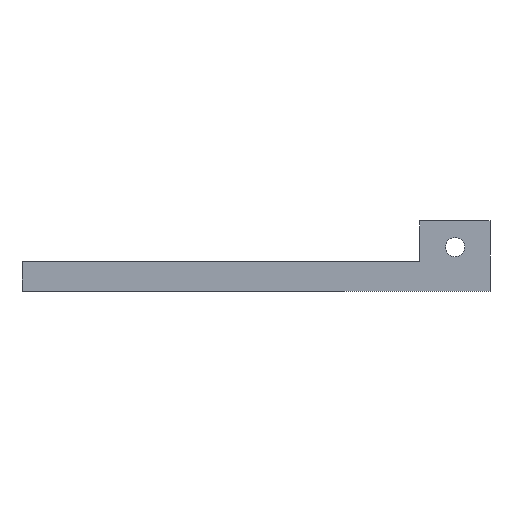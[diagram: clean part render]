
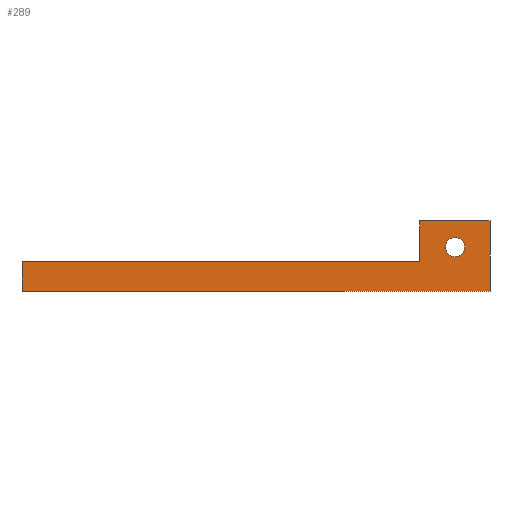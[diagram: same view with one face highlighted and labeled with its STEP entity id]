
A CAD part, left-side view. The second image highlights one B-rep face of the part: STEP entity #289.
In plain terms, the highlighted planar face has unit normal (-1, 0, 0).
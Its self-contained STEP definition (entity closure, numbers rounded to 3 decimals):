
#22 = VERTEX_POINT('',#23);
#23 = CARTESIAN_POINT('',(-33.5,67.035,-16.515));
#32 = PLANE('',#33);
#33 = AXIS2_PLACEMENT_3D('',#34,#35,#36);
#34 = CARTESIAN_POINT('',(-33.5,67.035,-16.515));
#35 = DIRECTION('',(0.,0.,-1.));
#36 = DIRECTION('',(0.,-1.,0.));
#44 = PLANE('',#45);
#45 = AXIS2_PLACEMENT_3D('',#46,#47,#48);
#46 = CARTESIAN_POINT('',(-33.5,67.035,-11.515));
#47 = DIRECTION('',(0.,1.,0.));
#48 = DIRECTION('',(0.,0.,-1.));
#85 = VERTEX_POINT('',#86);
#86 = CARTESIAN_POINT('',(-33.5,-12.965,-16.515));
#100 = PLANE('',#101);
#101 = AXIS2_PLACEMENT_3D('',#102,#103,#104);
#102 = CARTESIAN_POINT('',(-33.5,-12.965,-16.515));
#103 = DIRECTION('',(0.,-1.,0.));
#104 = DIRECTION('',(0.,0.,1.));
#112 = EDGE_CURVE('',#22,#85,#113,.T.);
#113 = SURFACE_CURVE('',#114,(#118,#125),.PCURVE_S1.);
#114 = LINE('',#115,#116);
#115 = CARTESIAN_POINT('',(-33.5,67.035,-16.515));
#116 = VECTOR('',#117,1.);
#117 = DIRECTION('',(0.,-1.,0.));
#118 = PCURVE('',#32,#119);
#119 = DEFINITIONAL_REPRESENTATION('',(#120),#124);
#120 = LINE('',#121,#122);
#121 = CARTESIAN_POINT('',(0.,0.));
#122 = VECTOR('',#123,1.);
#123 = DIRECTION('',(1.,0.));
#124 = ( GEOMETRIC_REPRESENTATION_CONTEXT(2) 
PARAMETRIC_REPRESENTATION_CONTEXT() REPRESENTATION_CONTEXT('2D SPACE',''
  ) );
#125 = PCURVE('',#126,#131);
#126 = PLANE('',#127);
#127 = AXIS2_PLACEMENT_3D('',#128,#129,#130);
#128 = CARTESIAN_POINT('',(-33.5,24.448,-13.102));
#129 = DIRECTION('',(1.,0.,0.));
#130 = DIRECTION('',(0.,1.,0.));
#131 = DEFINITIONAL_REPRESENTATION('',(#132),#136);
#132 = LINE('',#133,#134);
#133 = CARTESIAN_POINT('',(42.587,-3.413));
#134 = VECTOR('',#135,1.);
#135 = DIRECTION('',(-1.,0.));
#136 = ( GEOMETRIC_REPRESENTATION_CONTEXT(2) 
PARAMETRIC_REPRESENTATION_CONTEXT() REPRESENTATION_CONTEXT('2D SPACE',''
  ) );
#142 = VERTEX_POINT('',#143);
#143 = CARTESIAN_POINT('',(-33.5,67.035,-11.515));
#159 = PLANE('',#160);
#160 = AXIS2_PLACEMENT_3D('',#161,#162,#163);
#161 = CARTESIAN_POINT('',(-33.5,-0.965,-11.515));
#162 = DIRECTION('',(0.,0.,1.));
#163 = DIRECTION('',(0.,1.,0.));
#193 = EDGE_CURVE('',#142,#22,#194,.T.);
#194 = SURFACE_CURVE('',#195,(#199,#206),.PCURVE_S1.);
#195 = LINE('',#196,#197);
#196 = CARTESIAN_POINT('',(-33.5,67.035,-11.515));
#197 = VECTOR('',#198,1.);
#198 = DIRECTION('',(0.,0.,-1.));
#199 = PCURVE('',#44,#200);
#200 = DEFINITIONAL_REPRESENTATION('',(#201),#205);
#201 = LINE('',#202,#203);
#202 = CARTESIAN_POINT('',(0.,0.));
#203 = VECTOR('',#204,1.);
#204 = DIRECTION('',(1.,0.));
#205 = ( GEOMETRIC_REPRESENTATION_CONTEXT(2) 
PARAMETRIC_REPRESENTATION_CONTEXT() REPRESENTATION_CONTEXT('2D SPACE',''
  ) );
#206 = PCURVE('',#126,#207);
#207 = DEFINITIONAL_REPRESENTATION('',(#208),#212);
#208 = LINE('',#209,#210);
#209 = CARTESIAN_POINT('',(42.587,1.587));
#210 = VECTOR('',#211,1.);
#211 = DIRECTION('',(0.,-1.));
#212 = ( GEOMETRIC_REPRESENTATION_CONTEXT(2) 
PARAMETRIC_REPRESENTATION_CONTEXT() REPRESENTATION_CONTEXT('2D SPACE',''
  ) );
#242 = VERTEX_POINT('',#243);
#243 = CARTESIAN_POINT('',(-33.5,-12.965,-4.515));
#257 = PLANE('',#258);
#258 = AXIS2_PLACEMENT_3D('',#259,#260,#261);
#259 = CARTESIAN_POINT('',(-33.5,-12.965,-4.515));
#260 = DIRECTION('',(0.,0.,1.));
#261 = DIRECTION('',(0.,1.,0.));
#269 = EDGE_CURVE('',#85,#242,#270,.T.);
#270 = SURFACE_CURVE('',#271,(#275,#282),.PCURVE_S1.);
#271 = LINE('',#272,#273);
#272 = CARTESIAN_POINT('',(-33.5,-12.965,-16.515));
#273 = VECTOR('',#274,1.);
#274 = DIRECTION('',(0.,0.,1.));
#275 = PCURVE('',#100,#276);
#276 = DEFINITIONAL_REPRESENTATION('',(#277),#281);
#277 = LINE('',#278,#279);
#278 = CARTESIAN_POINT('',(0.,0.));
#279 = VECTOR('',#280,1.);
#280 = DIRECTION('',(1.,0.));
#281 = ( GEOMETRIC_REPRESENTATION_CONTEXT(2) 
PARAMETRIC_REPRESENTATION_CONTEXT() REPRESENTATION_CONTEXT('2D SPACE',''
  ) );
#282 = PCURVE('',#126,#283);
#283 = DEFINITIONAL_REPRESENTATION('',(#284),#288);
#284 = LINE('',#285,#286);
#285 = CARTESIAN_POINT('',(-37.413,-3.413));
#286 = VECTOR('',#287,1.);
#287 = DIRECTION('',(0.,1.));
#288 = ( GEOMETRIC_REPRESENTATION_CONTEXT(2) 
PARAMETRIC_REPRESENTATION_CONTEXT() REPRESENTATION_CONTEXT('2D SPACE',''
  ) );
#289 = ADVANCED_FACE('',(#290,#367),#126,.F.);
#290 = FACE_BOUND('',#291,.F.);
#291 = EDGE_LOOP('',(#292,#293,#294,#317,#345,#366));
#292 = ORIENTED_EDGE('',*,*,#112,.F.);
#293 = ORIENTED_EDGE('',*,*,#193,.F.);
#294 = ORIENTED_EDGE('',*,*,#295,.F.);
#295 = EDGE_CURVE('',#296,#142,#298,.T.);
#296 = VERTEX_POINT('',#297);
#297 = CARTESIAN_POINT('',(-33.5,-0.965,-11.515));
#298 = SURFACE_CURVE('',#299,(#303,#310),.PCURVE_S1.);
#299 = LINE('',#300,#301);
#300 = CARTESIAN_POINT('',(-33.5,-0.965,-11.515));
#301 = VECTOR('',#302,1.);
#302 = DIRECTION('',(0.,1.,0.));
#303 = PCURVE('',#126,#304);
#304 = DEFINITIONAL_REPRESENTATION('',(#305),#309);
#305 = LINE('',#306,#307);
#306 = CARTESIAN_POINT('',(-25.413,1.587));
#307 = VECTOR('',#308,1.);
#308 = DIRECTION('',(1.,0.));
#309 = ( GEOMETRIC_REPRESENTATION_CONTEXT(2) 
PARAMETRIC_REPRESENTATION_CONTEXT() REPRESENTATION_CONTEXT('2D SPACE',''
  ) );
#310 = PCURVE('',#159,#311);
#311 = DEFINITIONAL_REPRESENTATION('',(#312),#316);
#312 = LINE('',#313,#314);
#313 = CARTESIAN_POINT('',(0.,0.));
#314 = VECTOR('',#315,1.);
#315 = DIRECTION('',(1.,0.));
#316 = ( GEOMETRIC_REPRESENTATION_CONTEXT(2) 
PARAMETRIC_REPRESENTATION_CONTEXT() REPRESENTATION_CONTEXT('2D SPACE',''
  ) );
#317 = ORIENTED_EDGE('',*,*,#318,.F.);
#318 = EDGE_CURVE('',#319,#296,#321,.T.);
#319 = VERTEX_POINT('',#320);
#320 = CARTESIAN_POINT('',(-33.5,-0.965,-4.515));
#321 = SURFACE_CURVE('',#322,(#326,#333),.PCURVE_S1.);
#322 = LINE('',#323,#324);
#323 = CARTESIAN_POINT('',(-33.5,-0.965,-4.515));
#324 = VECTOR('',#325,1.);
#325 = DIRECTION('',(0.,0.,-1.));
#326 = PCURVE('',#126,#327);
#327 = DEFINITIONAL_REPRESENTATION('',(#328),#332);
#328 = LINE('',#329,#330);
#329 = CARTESIAN_POINT('',(-25.413,8.587));
#330 = VECTOR('',#331,1.);
#331 = DIRECTION('',(0.,-1.));
#332 = ( GEOMETRIC_REPRESENTATION_CONTEXT(2) 
PARAMETRIC_REPRESENTATION_CONTEXT() REPRESENTATION_CONTEXT('2D SPACE',''
  ) );
#333 = PCURVE('',#334,#339);
#334 = PLANE('',#335);
#335 = AXIS2_PLACEMENT_3D('',#336,#337,#338);
#336 = CARTESIAN_POINT('',(-33.5,-0.965,-4.515));
#337 = DIRECTION('',(0.,1.,0.));
#338 = DIRECTION('',(0.,0.,-1.));
#339 = DEFINITIONAL_REPRESENTATION('',(#340),#344);
#340 = LINE('',#341,#342);
#341 = CARTESIAN_POINT('',(0.,0.));
#342 = VECTOR('',#343,1.);
#343 = DIRECTION('',(1.,0.));
#344 = ( GEOMETRIC_REPRESENTATION_CONTEXT(2) 
PARAMETRIC_REPRESENTATION_CONTEXT() REPRESENTATION_CONTEXT('2D SPACE',''
  ) );
#345 = ORIENTED_EDGE('',*,*,#346,.F.);
#346 = EDGE_CURVE('',#242,#319,#347,.T.);
#347 = SURFACE_CURVE('',#348,(#352,#359),.PCURVE_S1.);
#348 = LINE('',#349,#350);
#349 = CARTESIAN_POINT('',(-33.5,-12.965,-4.515));
#350 = VECTOR('',#351,1.);
#351 = DIRECTION('',(0.,1.,0.));
#352 = PCURVE('',#126,#353);
#353 = DEFINITIONAL_REPRESENTATION('',(#354),#358);
#354 = LINE('',#355,#356);
#355 = CARTESIAN_POINT('',(-37.413,8.587));
#356 = VECTOR('',#357,1.);
#357 = DIRECTION('',(1.,0.));
#358 = ( GEOMETRIC_REPRESENTATION_CONTEXT(2) 
PARAMETRIC_REPRESENTATION_CONTEXT() REPRESENTATION_CONTEXT('2D SPACE',''
  ) );
#359 = PCURVE('',#257,#360);
#360 = DEFINITIONAL_REPRESENTATION('',(#361),#365);
#361 = LINE('',#362,#363);
#362 = CARTESIAN_POINT('',(0.,0.));
#363 = VECTOR('',#364,1.);
#364 = DIRECTION('',(1.,0.));
#365 = ( GEOMETRIC_REPRESENTATION_CONTEXT(2) 
PARAMETRIC_REPRESENTATION_CONTEXT() REPRESENTATION_CONTEXT('2D SPACE',''
  ) );
#366 = ORIENTED_EDGE('',*,*,#269,.F.);
#367 = FACE_BOUND('',#368,.F.);
#368 = EDGE_LOOP('',(#369));
#369 = ORIENTED_EDGE('',*,*,#370,.T.);
#370 = EDGE_CURVE('',#371,#371,#373,.T.);
#371 = VERTEX_POINT('',#372);
#372 = CARTESIAN_POINT('',(-33.5,-5.35,-9.));
#373 = SURFACE_CURVE('',#374,(#379,#390),.PCURVE_S1.);
#374 = CIRCLE('',#375,1.65);
#375 = AXIS2_PLACEMENT_3D('',#376,#377,#378);
#376 = CARTESIAN_POINT('',(-33.5,-7.,-9.));
#377 = DIRECTION('',(-1.,0.,0.));
#378 = DIRECTION('',(0.,1.,0.));
#379 = PCURVE('',#126,#380);
#380 = DEFINITIONAL_REPRESENTATION('',(#381),#389);
#381 = ( BOUNDED_CURVE() B_SPLINE_CURVE(2,(#382,#383,#384,#385,#386,#387
,#388),.UNSPECIFIED.,.F.,.F.) B_SPLINE_CURVE_WITH_KNOTS((1,2,2,2,2,1),(
    -2.094,0.,2.094,4.189,6.283,
8.378),.UNSPECIFIED.) CURVE() GEOMETRIC_REPRESENTATION_ITEM() 
RATIONAL_B_SPLINE_CURVE((1.,0.5,1.,0.5,1.,0.5,1.)) REPRESENTATION_ITEM(
  '') );
#382 = CARTESIAN_POINT('',(-29.798,4.102));
#383 = CARTESIAN_POINT('',(-29.798,1.244));
#384 = CARTESIAN_POINT('',(-32.273,2.673));
#385 = CARTESIAN_POINT('',(-34.748,4.102));
#386 = CARTESIAN_POINT('',(-32.273,5.531));
#387 = CARTESIAN_POINT('',(-29.798,6.96));
#388 = CARTESIAN_POINT('',(-29.798,4.102));
#389 = ( GEOMETRIC_REPRESENTATION_CONTEXT(2) 
PARAMETRIC_REPRESENTATION_CONTEXT() REPRESENTATION_CONTEXT('2D SPACE',''
  ) );
#390 = PCURVE('',#391,#396);
#391 = CYLINDRICAL_SURFACE('',#392,1.65);
#392 = AXIS2_PLACEMENT_3D('',#393,#394,#395);
#393 = CARTESIAN_POINT('',(-29.2,-7.,-9.));
#394 = DIRECTION('',(-1.,0.,0.));
#395 = DIRECTION('',(0.,1.,0.));
#396 = DEFINITIONAL_REPRESENTATION('',(#397),#401);
#397 = LINE('',#398,#399);
#398 = CARTESIAN_POINT('',(0.,4.3));
#399 = VECTOR('',#400,1.);
#400 = DIRECTION('',(1.,0.));
#401 = ( GEOMETRIC_REPRESENTATION_CONTEXT(2) 
PARAMETRIC_REPRESENTATION_CONTEXT() REPRESENTATION_CONTEXT('2D SPACE',''
  ) );
